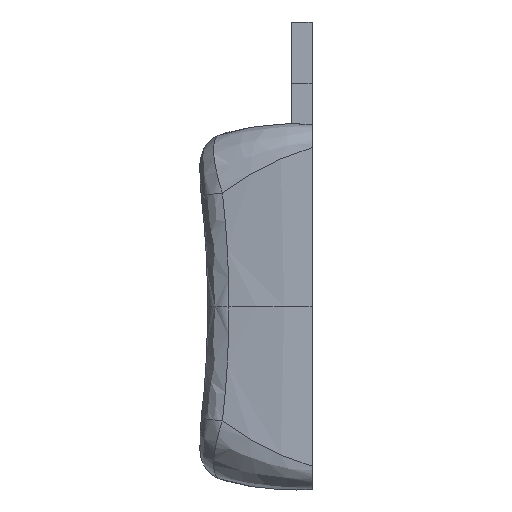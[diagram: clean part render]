
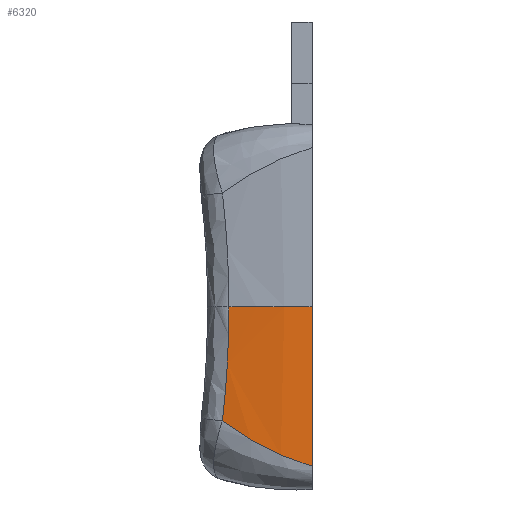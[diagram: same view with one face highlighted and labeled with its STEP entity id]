
A CAD part, left-side view. The second image highlights one B-rep face of the part: STEP entity #6320.
In plain terms, the highlighted cylindrical face has radius 20.743 mm (diameter 41.487 mm), a partial arc.
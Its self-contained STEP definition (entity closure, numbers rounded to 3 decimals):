
#90=CIRCLE('',#6805,20.743);
#237=CYLINDRICAL_SURFACE('',#6804,20.743);
#493=LINE('',#11754,#857);
#857=VECTOR('',#7689,10.);
#1211=ELLIPSE('',#6806,44.311,40.779);
#1468=FACE_OUTER_BOUND('',#1889,.T.);
#1889=EDGE_LOOP('',(#4752,#4753,#4754,#4755));
#2289=B_SPLINE_CURVE_WITH_KNOTS('',3,(#11729,#11730,#11731,#11732,#11733,
#11734,#11735,#11736,#11737,#11738,#11739,#11740,#11741,#11742,#11743,#11744,
#11745,#11746,#11747,#11748,#11749,#11750,#11751,#11752,#11753),
 .UNSPECIFIED.,.F.,.F.,(4,3,3,3,3,3,3,3,4),(-0.107,-0.033,
0.,0.073,0.146,0.221,0.296,
0.373,0.385),.UNSPECIFIED.);
#2758=VERTEX_POINT('',#11723);
#2759=VERTEX_POINT('',#11724);
#2760=VERTEX_POINT('',#11726);
#2761=VERTEX_POINT('',#11728);
#3468=EDGE_CURVE('',#2758,#2759,#90,.T.);
#3469=EDGE_CURVE('',#2760,#2758,#1211,.T.);
#3470=EDGE_CURVE('',#2761,#2760,#2289,.T.);
#3471=EDGE_CURVE('',#2759,#2761,#493,.T.);
#4752=ORIENTED_EDGE('',*,*,#3468,.F.);
#4753=ORIENTED_EDGE('',*,*,#3469,.F.);
#4754=ORIENTED_EDGE('',*,*,#3470,.F.);
#4755=ORIENTED_EDGE('',*,*,#3471,.F.);
#6320=ADVANCED_FACE('',(#1468),#237,.T.);
#6804=AXIS2_PLACEMENT_3D('',#11722,#7683,#7684);
#6805=AXIS2_PLACEMENT_3D('',#11725,#7685,#7686);
#6806=AXIS2_PLACEMENT_3D('',#11727,#7687,#7688);
#7683=DIRECTION('center_axis',(0.,0.,1.));
#7684=DIRECTION('ref_axis',(-0.92,0.391,0.));
#7685=DIRECTION('center_axis',(0.,0.,1.));
#7686=DIRECTION('ref_axis',(-1.,0.,0.));
#7687=DIRECTION('center_axis',(-0.987,0.163,0.));
#7688=DIRECTION('ref_axis',(0.,0.,1.));
#7689=DIRECTION('',(0.,0.,-1.));
#11722=CARTESIAN_POINT('Origin',(-82.107,3.5,-127.611));
#11723=CARTESIAN_POINT('',(-102.625,6.563,-127.611));
#11724=CARTESIAN_POINT('',(-102.826,2.5,-127.611));
#11725=CARTESIAN_POINT('Origin',(-82.107,3.5,-127.611));
#11726=CARTESIAN_POINT('',(-102.572,6.882,-133.182));
#11727=CARTESIAN_POINT('Origin',(-95.977,46.796,-127.611));
#11728=CARTESIAN_POINT('',(-102.826,2.5,-135.402));
#11729=CARTESIAN_POINT('Ctrl Pts',(-102.826,2.5,-135.402));
#11730=CARTESIAN_POINT('Ctrl Pts',(-102.837,2.731,-135.334));
#11731=CARTESIAN_POINT('Ctrl Pts',(-102.844,2.961,-135.259));
#11732=CARTESIAN_POINT('Ctrl Pts',(-102.848,3.188,-135.177));
#11733=CARTESIAN_POINT('Ctrl Pts',(-102.849,3.293,-135.14));
#11734=CARTESIAN_POINT('Ctrl Pts',(-102.85,3.396,-135.101));
#11735=CARTESIAN_POINT('Ctrl Pts',(-102.85,3.5,-135.061));
#11736=CARTESIAN_POINT('Ctrl Pts',(-102.85,3.726,-134.974));
#11737=CARTESIAN_POINT('Ctrl Pts',(-102.846,3.95,-134.88));
#11738=CARTESIAN_POINT('Ctrl Pts',(-102.839,4.173,-134.78));
#11739=CARTESIAN_POINT('Ctrl Pts',(-102.832,4.397,-134.68));
#11740=CARTESIAN_POINT('Ctrl Pts',(-102.821,4.619,-134.572));
#11741=CARTESIAN_POINT('Ctrl Pts',(-102.807,4.839,-134.459));
#11742=CARTESIAN_POINT('Ctrl Pts',(-102.792,5.062,-134.345));
#11743=CARTESIAN_POINT('Ctrl Pts',(-102.774,5.282,-134.224));
#11744=CARTESIAN_POINT('Ctrl Pts',(-102.753,5.499,-134.097));
#11745=CARTESIAN_POINT('Ctrl Pts',(-102.732,5.719,-133.969));
#11746=CARTESIAN_POINT('Ctrl Pts',(-102.708,5.936,-133.835));
#11747=CARTESIAN_POINT('Ctrl Pts',(-102.68,6.149,-133.696));
#11748=CARTESIAN_POINT('Ctrl Pts',(-102.652,6.366,-133.553));
#11749=CARTESIAN_POINT('Ctrl Pts',(-102.621,6.579,-133.405));
#11750=CARTESIAN_POINT('Ctrl Pts',(-102.588,6.788,-133.252));
#11751=CARTESIAN_POINT('Ctrl Pts',(-102.583,6.819,-133.229));
#11752=CARTESIAN_POINT('Ctrl Pts',(-102.578,6.851,-133.206));
#11753=CARTESIAN_POINT('Ctrl Pts',(-102.572,6.882,-133.182));
#11754=CARTESIAN_POINT('',(-102.826,2.5,-127.625));
